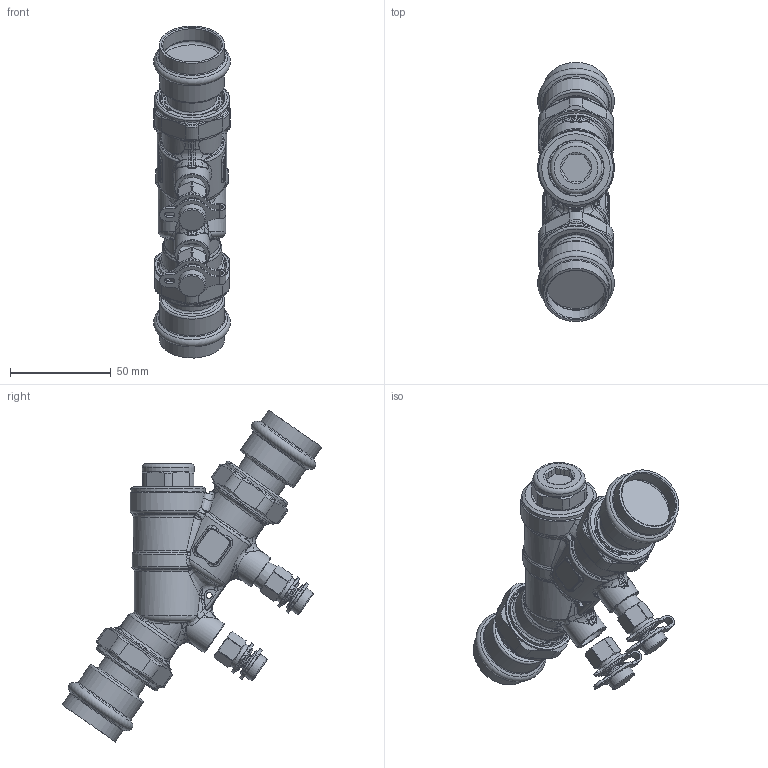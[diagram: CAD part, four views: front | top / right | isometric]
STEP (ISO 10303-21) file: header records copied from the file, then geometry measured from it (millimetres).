
FILE_DESCRIPTION(/* description */ (''),/* implementation_level */ '2;1');
FILE_NAME(/* name */ '128566AF_Simplify_1.stp',/* time_stamp */ '2025-07-22T11:22:21-05:00',/* author */ ('ischreiner'),/* organization */ (''),/* preprocessor_version */ 'ST-DEVELOPER v20',/* originating_system */ 'Autodesk Inventor 2025',/* authorisation */ '');
FILE_SCHEMA (('AUTOMOTIVE_DESIGN { 1 0 10303 214 3 1 1 }'));
Products named in the file (1): 128566AF_Simplify_1
Bounding box: 37.96 x 128.89 x 164.84 mm (x, y, z)
Volume: 188605.7 mm3; surface area: 45646.1 mm2
Topology: 7 solids, 7 shells, 1317 faces, 3178 edges, 1862 vertices
Faces by surface type: bspline 781, cylinder 204, plane 137, cone 105, torus 78, sphere 12
Full cylindrical faces by diameter (mm): 3 x1, 8 x2, 11.5 x2, 12 x4, 12.2 x2, 13.5 x6, 13.9 x2, 17.5 x2, 24.384 x2, 25.8 x1, 27.686 x2, 28.956 x2, 29.5 x1, 29.591 x2, 30 x2, 30.5 x2, 32.385 x4, 33.1 x2, 37 x5
Entity records: 147696 total; most frequent: CARTESIAN_POINT 120457, ORIENTED_EDGE 6272, DIRECTION 3919, EDGE_CURVE 3136, VERTEX_POINT 1862, AXIS2_PLACEMENT_3D 1732, B_SPLINE_CURVE_WITH_KNOTS 1426, EDGE_LOOP 1364
